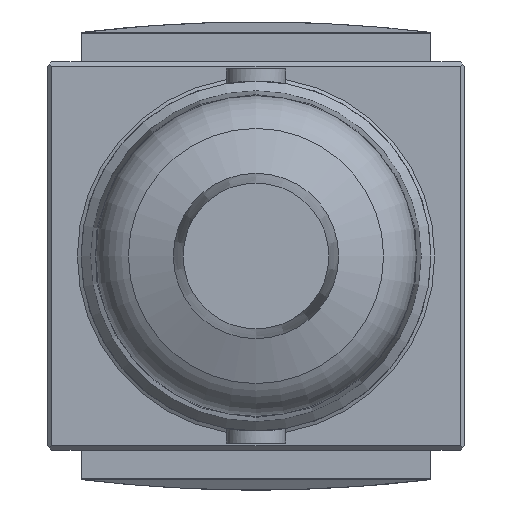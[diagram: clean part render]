
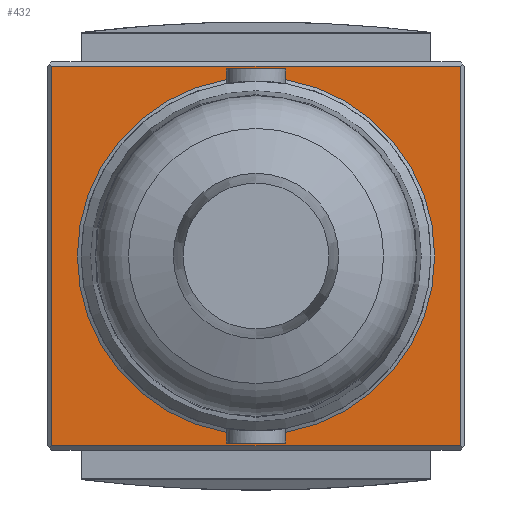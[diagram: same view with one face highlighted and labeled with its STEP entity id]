
A CAD part, front view. The second image highlights one B-rep face of the part: STEP entity #432.
In plain terms, the highlighted planar face has unit normal (0, -1, 0).
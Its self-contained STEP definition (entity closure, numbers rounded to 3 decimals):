
#432 = ADVANCED_FACE( '', ( #1188 ), #1189, .F. );
#1188 = FACE_OUTER_BOUND( '', #2314, .T. );
#1189 = PLANE( '', #2315 );
#2314 = EDGE_LOOP( '', ( #3447, #3448, #3449, #3450 ) );
#2315 = AXIS2_PLACEMENT_3D( '', #3451, #3452, #3453 );
#3447 = ORIENTED_EDGE( '', *, *, #6808, .F. );
#3448 = ORIENTED_EDGE( '', *, *, #6809, .F. );
#3449 = ORIENTED_EDGE( '', *, *, #6810, .T. );
#3450 = ORIENTED_EDGE( '', *, *, #6811, .T. );
#3451 = CARTESIAN_POINT( '', ( -21., 0., 20. ) );
#3452 = DIRECTION( '', ( 0., 1., 0. ) );
#3453 = DIRECTION( '', ( 0., 0., 1. ) );
#6808 = EDGE_CURVE( '', #8151, #8152, #8153, .T. );
#6809 = EDGE_CURVE( '', #8154, #8151, #8155, .T. );
#6810 = EDGE_CURVE( '', #8154, #8156, #8157, .T. );
#6811 = EDGE_CURVE( '', #8156, #8152, #8158, .T. );
#8151 = VERTEX_POINT( '', #10145 );
#8152 = VERTEX_POINT( '', #10146 );
#8153 = LINE( '', #10147, #10148 );
#8154 = VERTEX_POINT( '', #10149 );
#8155 = LINE( '', #10150, #10151 );
#8156 = VERTEX_POINT( '', #10152 );
#8157 = LINE( '', #10153, #10154 );
#8158 = LINE( '', #10155, #10156 );
#10145 = CARTESIAN_POINT( '', ( 21., 0., -19.5 ) );
#10146 = CARTESIAN_POINT( '', ( -21., 0., -19.5 ) );
#10147 = CARTESIAN_POINT( '', ( 21.5, 0., -19.5 ) );
#10148 = VECTOR( '', #13099, 1000. );
#10149 = CARTESIAN_POINT( '', ( 21., 0., 19.5 ) );
#10150 = CARTESIAN_POINT( '', ( 21., 0., 20. ) );
#10151 = VECTOR( '', #13100, 1000. );
#10152 = CARTESIAN_POINT( '', ( -21., 0., 19.5 ) );
#10153 = CARTESIAN_POINT( '', ( 21.5, 0., 19.5 ) );
#10154 = VECTOR( '', #13101, 1000. );
#10155 = CARTESIAN_POINT( '', ( -21., 0., 20. ) );
#10156 = VECTOR( '', #13102, 1000. );
#13099 = DIRECTION( '', ( -1., 0., 0. ) );
#13100 = DIRECTION( '', ( 0., 0., -1. ) );
#13101 = DIRECTION( '', ( -1., 0., 0. ) );
#13102 = DIRECTION( '', ( 0., 0., -1. ) );
